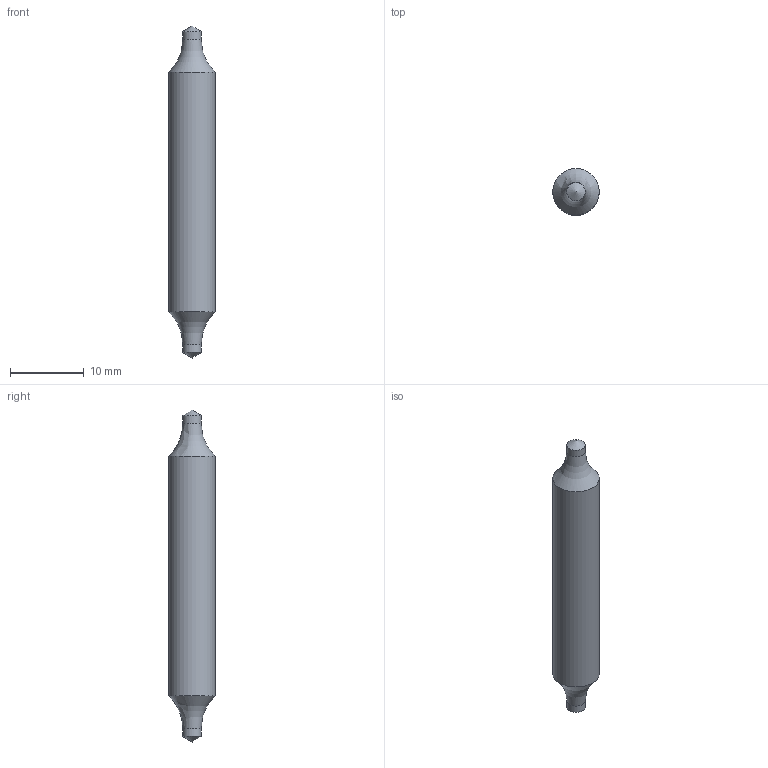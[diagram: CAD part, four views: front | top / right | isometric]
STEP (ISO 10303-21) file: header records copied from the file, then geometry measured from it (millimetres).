
FILE_DESCRIPTION(('STEP'), '1');
FILE_NAME('CAD_111350_2,5.stp', '2022-04-08T13:36:07', (''), (''), 'HarmonyWare STEP v2.1.2-dev Express v3.0.0.0', '', '');
FILE_SCHEMA(('AUTOMOTIVE_DESIGN'));
Length unit declared in the file: millimetre
Products named in the file (1): NONE
Bounding box: 6.3 x 6.3 x 45 mm (x, y, z)
Volume: 1127.1 mm3; surface area: 851 mm2
Topology: 2 solids, 2 shells, 10 faces, 22 edges, 14 vertices
Faces by surface type: cylinder 3, bspline 3, plane 2, cone 2
Full cylindrical faces by diameter (mm): 2.5 x2, 6.3 x1
Entity records: 538 total; most frequent: CARTESIAN_POINT 286, DIRECTION 53, ORIENTED_EDGE 40, AXIS2_PLACEMENT_3D 24, EDGE_CURVE 20, CIRCLE 15, VERTEX_POINT 14, ADVANCED_FACE 10
